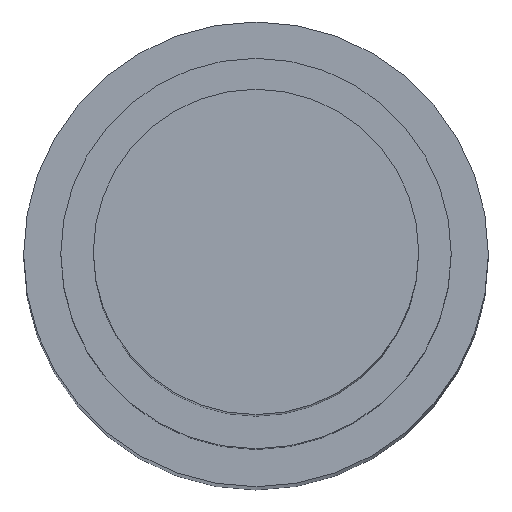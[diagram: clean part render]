
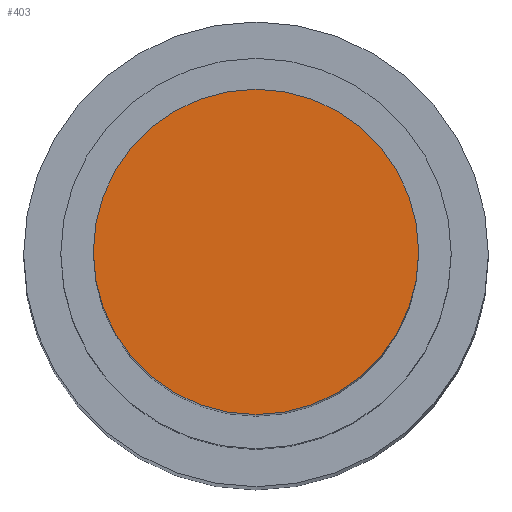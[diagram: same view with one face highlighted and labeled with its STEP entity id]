
A CAD part, top view. The second image highlights one B-rep face of the part: STEP entity #403.
In plain terms, the highlighted planar face has unit normal (0, 0, 1).
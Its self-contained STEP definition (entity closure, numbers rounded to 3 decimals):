
#202=CARTESIAN_POINT('',(0.,0.,15.));
#203=DIRECTION('',(0.,0.,1.));
#204=DIRECTION('',(1.,0.,0.));
#205=AXIS2_PLACEMENT_3D('',#202,#203,#204);
#210=CARTESIAN_POINT('',(0.,0.,15.));
#211=DIRECTION('',(0.,0.,1.));
#212=DIRECTION('',(-1.,0.,0.));
#213=AXIS2_PLACEMENT_3D('',#210,#211,#212);
#226=CARTESIAN_POINT('',(1.75,0.,15.));
#227=CARTESIAN_POINT('',(-1.75,0.,15.));
#228=VERTEX_POINT('',#226);
#229=VERTEX_POINT('',#227);
#394=CARTESIAN_POINT('',(0.,0.,15.));
#395=DIRECTION('',(0.,0.,1.));
#396=DIRECTION('',(1.,0.,0.));
#397=AXIS2_PLACEMENT_3D('',#394,#395,#396);
#398=PLANE('',#397);
#399=ORIENTED_EDGE('',*,*,#349,.F.);
#400=ORIENTED_EDGE('',*,*,#377,.F.);
#401=EDGE_LOOP('',(#399,#400));
#402=FACE_OUTER_BOUND('',#401,.F.);
#403=ADVANCED_FACE('',(#402),#398,.T.);
#206=CIRCLE('',#205,1.75);
#214=CIRCLE('',#213,1.75);
#349=EDGE_CURVE('',#228,#229,#206,.T.);
#377=EDGE_CURVE('',#229,#228,#214,.T.);
